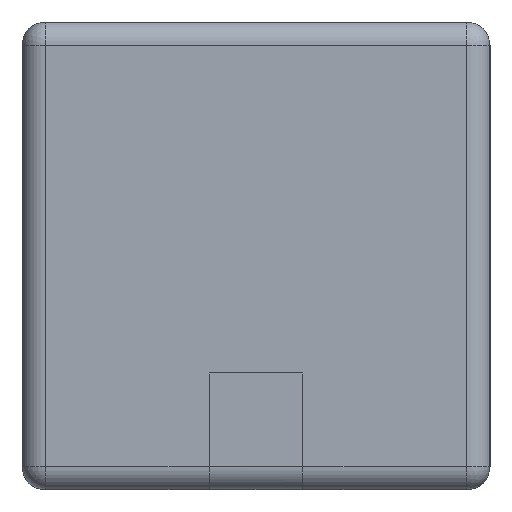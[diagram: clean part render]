
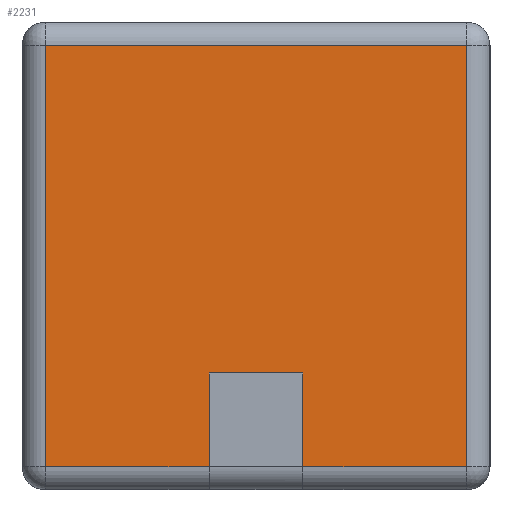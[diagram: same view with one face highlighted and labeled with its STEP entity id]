
A CAD part, left-side view. The second image highlights one B-rep face of the part: STEP entity #2231.
In plain terms, the highlighted planar face has unit normal (-1, 0, 0).
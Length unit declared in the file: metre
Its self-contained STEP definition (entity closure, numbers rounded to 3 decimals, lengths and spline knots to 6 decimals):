
#72 = CYLINDRICAL_SURFACE('',#73,1.);
#73 = AXIS2_PLACEMENT_3D('',#74,#75,#76);
#74 = CARTESIAN_POINT('',(1.,0.,1.));
#75 = DIRECTION('',(0.,1.,0.));
#76 = DIRECTION('',(0.,0.,-1.));
#99 = PLANE('',#100);
#100 = AXIS2_PLACEMENT_3D('',#101,#102,#103);
#101 = CARTESIAN_POINT('',(69.,12.,5.));
#102 = DIRECTION('',(-0.,1.,0.));
#103 = DIRECTION('',(-1.,0.,-0.));
#974 = VERTEX_POINT('',#975);
#975 = CARTESIAN_POINT('',(0.,12.,1.));
#997 = EDGE_CURVE('',#974,#998,#1000,.T.);
#998 = VERTEX_POINT('',#999);
#999 = CARTESIAN_POINT('',(0.,12.,5.));
#1000 = SURFACE_CURVE('',#1001,(#1005,#1011),.PCURVE_S1.);
#1001 = LINE('',#1002,#1003);
#1002 = CARTESIAN_POINT('',(0.,12.,12.5));
#1003 = VECTOR('',#1004,1.);
#1004 = DIRECTION('',(-0.,-0.,1.));
#1005 = PCURVE('',#99,#1006);
#1006 = DEFINITIONAL_REPRESENTATION('',(#1007),#1010);
#1007 = B_SPLINE_CURVE_WITH_KNOTS('',1,(#1008,#1009),.UNSPECIFIED.,.F.,
  .F.,(2,2),(-11.5,-7.5),.PIECEWISE_BEZIER_KNOTS.);
#1008 = CARTESIAN_POINT('',(69.,-4.));
#1009 = CARTESIAN_POINT('',(69.,0.));
#1010 = ( GEOMETRIC_REPRESENTATION_CONTEXT(2) 
PARAMETRIC_REPRESENTATION_CONTEXT() REPRESENTATION_CONTEXT('2D SPACE',''
  ) );
#1011 = PCURVE('',#1012,#1017);
#1012 = PLANE('',#1013);
#1013 = AXIS2_PLACEMENT_3D('',#1014,#1015,#1016);
#1014 = CARTESIAN_POINT('',(0.,0.,20.));
#1015 = DIRECTION('',(-1.,0.,-0.));
#1016 = DIRECTION('',(-0.,-1.,0.));
#1017 = DEFINITIONAL_REPRESENTATION('',(#1018),#1021);
#1018 = B_SPLINE_CURVE_WITH_KNOTS('',1,(#1019,#1020),.UNSPECIFIED.,.F.,
  .F.,(2,2),(-11.5,-7.5),.PIECEWISE_BEZIER_KNOTS.);
#1019 = CARTESIAN_POINT('',(-12.,-19.));
#1020 = CARTESIAN_POINT('',(-12.,-15.));
#1021 = ( GEOMETRIC_REPRESENTATION_CONTEXT(2) 
PARAMETRIC_REPRESENTATION_CONTEXT() REPRESENTATION_CONTEXT('2D SPACE',''
  ) );
#1039 = PLANE('',#1040);
#1040 = AXIS2_PLACEMENT_3D('',#1041,#1042,#1043);
#1041 = CARTESIAN_POINT('',(69.,8.,5.));
#1042 = DIRECTION('',(0.,0.,-1.));
#1043 = DIRECTION('',(0.,1.,0.));
#1082 = EDGE_CURVE('',#974,#1083,#1085,.T.);
#1083 = VERTEX_POINT('',#1084);
#1084 = CARTESIAN_POINT('',(0.,19.,1.));
#1085 = SURFACE_CURVE('',#1086,(#1090,#1097),.PCURVE_S1.);
#1086 = LINE('',#1087,#1088);
#1087 = CARTESIAN_POINT('',(0.,0.,1.));
#1088 = VECTOR('',#1089,1.);
#1089 = DIRECTION('',(0.,1.,0.));
#1090 = PCURVE('',#72,#1091);
#1091 = DEFINITIONAL_REPRESENTATION('',(#1092),#1096);
#1092 = LINE('',#1093,#1094);
#1093 = CARTESIAN_POINT('',(1.571,0.));
#1094 = VECTOR('',#1095,1.);
#1095 = DIRECTION('',(0.,1.));
#1096 = ( GEOMETRIC_REPRESENTATION_CONTEXT(2) 
PARAMETRIC_REPRESENTATION_CONTEXT() REPRESENTATION_CONTEXT('2D SPACE',''
  ) );
#1097 = PCURVE('',#1012,#1098);
#1098 = DEFINITIONAL_REPRESENTATION('',(#1099),#1103);
#1099 = LINE('',#1100,#1101);
#1100 = CARTESIAN_POINT('',(-0.,-19.));
#1101 = VECTOR('',#1102,1.);
#1102 = DIRECTION('',(-1.,0.));
#1103 = ( GEOMETRIC_REPRESENTATION_CONTEXT(2) 
PARAMETRIC_REPRESENTATION_CONTEXT() REPRESENTATION_CONTEXT('2D SPACE',''
  ) );
#1197 = CYLINDRICAL_SURFACE('',#1198,1.);
#1198 = AXIS2_PLACEMENT_3D('',#1199,#1200,#1201);
#1199 = CARTESIAN_POINT('',(1.,19.,20.));
#1200 = DIRECTION('',(0.,0.,-1.));
#1201 = DIRECTION('',(0.,1.,0.));
#2002 = PLANE('',#2003);
#2003 = AXIS2_PLACEMENT_3D('',#2004,#2005,#2006);
#2004 = CARTESIAN_POINT('',(69.,8.,5.));
#2005 = DIRECTION('',(-0.,1.,0.));
#2006 = DIRECTION('',(-1.,0.,-0.));
#2190 = VERTEX_POINT('',#2191);
#2191 = CARTESIAN_POINT('',(0.,8.,5.));
#2212 = EDGE_CURVE('',#2190,#998,#2213,.T.);
#2213 = SURFACE_CURVE('',#2214,(#2218,#2224),.PCURVE_S1.);
#2214 = LINE('',#2215,#2216);
#2215 = CARTESIAN_POINT('',(0.,4.,5.));
#2216 = VECTOR('',#2217,1.);
#2217 = DIRECTION('',(0.,1.,0.));
#2218 = PCURVE('',#1039,#2219);
#2219 = DEFINITIONAL_REPRESENTATION('',(#2220),#2223);
#2220 = B_SPLINE_CURVE_WITH_KNOTS('',1,(#2221,#2222),.UNSPECIFIED.,.F.,
  .F.,(2,2),(4.,8.),.PIECEWISE_BEZIER_KNOTS.);
#2221 = CARTESIAN_POINT('',(0.,-69.));
#2222 = CARTESIAN_POINT('',(4.,-69.));
#2223 = ( GEOMETRIC_REPRESENTATION_CONTEXT(2) 
PARAMETRIC_REPRESENTATION_CONTEXT() REPRESENTATION_CONTEXT('2D SPACE',''
  ) );
#2224 = PCURVE('',#1012,#2225);
#2225 = DEFINITIONAL_REPRESENTATION('',(#2226),#2229);
#2226 = B_SPLINE_CURVE_WITH_KNOTS('',1,(#2227,#2228),.UNSPECIFIED.,.F.,
  .F.,(2,2),(4.,8.),.PIECEWISE_BEZIER_KNOTS.);
#2227 = CARTESIAN_POINT('',(-8.,-15.));
#2228 = CARTESIAN_POINT('',(-12.,-15.));
#2229 = ( GEOMETRIC_REPRESENTATION_CONTEXT(2) 
PARAMETRIC_REPRESENTATION_CONTEXT() REPRESENTATION_CONTEXT('2D SPACE',''
  ) );
#2231 = ADVANCED_FACE('',(#2232),#1012,.T.);
#2232 = FACE_BOUND('',#2233,.F.);
#2233 = EDGE_LOOP('',(#2234,#2264,#2292,#2311,#2312,#2313,#2314,#2337));
#2234 = ORIENTED_EDGE('',*,*,#2235,.F.);
#2235 = EDGE_CURVE('',#2236,#2238,#2240,.T.);
#2236 = VERTEX_POINT('',#2237);
#2237 = CARTESIAN_POINT('',(0.,1.,1.));
#2238 = VERTEX_POINT('',#2239);
#2239 = CARTESIAN_POINT('',(0.,1.,19.));
#2240 = SURFACE_CURVE('',#2241,(#2245,#2252),.PCURVE_S1.);
#2241 = LINE('',#2242,#2243);
#2242 = CARTESIAN_POINT('',(0.,1.,1.));
#2243 = VECTOR('',#2244,1.);
#2244 = DIRECTION('',(0.,0.,1.));
#2245 = PCURVE('',#1012,#2246);
#2246 = DEFINITIONAL_REPRESENTATION('',(#2247),#2251);
#2247 = LINE('',#2248,#2249);
#2248 = CARTESIAN_POINT('',(-1.,-19.));
#2249 = VECTOR('',#2250,1.);
#2250 = DIRECTION('',(0.,1.));
#2251 = ( GEOMETRIC_REPRESENTATION_CONTEXT(2) 
PARAMETRIC_REPRESENTATION_CONTEXT() REPRESENTATION_CONTEXT('2D SPACE',''
  ) );
#2252 = PCURVE('',#2253,#2258);
#2253 = CYLINDRICAL_SURFACE('',#2254,1.);
#2254 = AXIS2_PLACEMENT_3D('',#2255,#2256,#2257);
#2255 = CARTESIAN_POINT('',(1.,1.,20.));
#2256 = DIRECTION('',(0.,0.,-1.));
#2257 = DIRECTION('',(-0.,-1.,0.));
#2258 = DEFINITIONAL_REPRESENTATION('',(#2259),#2263);
#2259 = LINE('',#2260,#2261);
#2260 = CARTESIAN_POINT('',(1.571,19.));
#2261 = VECTOR('',#2262,1.);
#2262 = DIRECTION('',(0.,-1.));
#2263 = ( GEOMETRIC_REPRESENTATION_CONTEXT(2) 
PARAMETRIC_REPRESENTATION_CONTEXT() REPRESENTATION_CONTEXT('2D SPACE',''
  ) );
#2264 = ORIENTED_EDGE('',*,*,#2265,.T.);
#2265 = EDGE_CURVE('',#2236,#2266,#2268,.T.);
#2266 = VERTEX_POINT('',#2267);
#2267 = CARTESIAN_POINT('',(0.,8.,1.));
#2268 = SURFACE_CURVE('',#2269,(#2273,#2280),.PCURVE_S1.);
#2269 = LINE('',#2270,#2271);
#2270 = CARTESIAN_POINT('',(0.,0.,1.));
#2271 = VECTOR('',#2272,1.);
#2272 = DIRECTION('',(0.,1.,0.));
#2273 = PCURVE('',#1012,#2274);
#2274 = DEFINITIONAL_REPRESENTATION('',(#2275),#2279);
#2275 = LINE('',#2276,#2277);
#2276 = CARTESIAN_POINT('',(-0.,-19.));
#2277 = VECTOR('',#2278,1.);
#2278 = DIRECTION('',(-1.,0.));
#2279 = ( GEOMETRIC_REPRESENTATION_CONTEXT(2) 
PARAMETRIC_REPRESENTATION_CONTEXT() REPRESENTATION_CONTEXT('2D SPACE',''
  ) );
#2280 = PCURVE('',#2281,#2286);
#2281 = CYLINDRICAL_SURFACE('',#2282,1.);
#2282 = AXIS2_PLACEMENT_3D('',#2283,#2284,#2285);
#2283 = CARTESIAN_POINT('',(1.,0.,1.));
#2284 = DIRECTION('',(0.,1.,0.));
#2285 = DIRECTION('',(0.,0.,-1.));
#2286 = DEFINITIONAL_REPRESENTATION('',(#2287),#2291);
#2287 = LINE('',#2288,#2289);
#2288 = CARTESIAN_POINT('',(1.571,0.));
#2289 = VECTOR('',#2290,1.);
#2290 = DIRECTION('',(0.,1.));
#2291 = ( GEOMETRIC_REPRESENTATION_CONTEXT(2) 
PARAMETRIC_REPRESENTATION_CONTEXT() REPRESENTATION_CONTEXT('2D SPACE',''
  ) );
#2292 = ORIENTED_EDGE('',*,*,#2293,.T.);
#2293 = EDGE_CURVE('',#2266,#2190,#2294,.T.);
#2294 = SURFACE_CURVE('',#2295,(#2299,#2305),.PCURVE_S1.);
#2295 = LINE('',#2296,#2297);
#2296 = CARTESIAN_POINT('',(0.,8.,12.5));
#2297 = VECTOR('',#2298,1.);
#2298 = DIRECTION('',(-0.,-0.,1.));
#2299 = PCURVE('',#1012,#2300);
#2300 = DEFINITIONAL_REPRESENTATION('',(#2301),#2304);
#2301 = B_SPLINE_CURVE_WITH_KNOTS('',1,(#2302,#2303),.UNSPECIFIED.,.F.,
  .F.,(2,2),(-11.5,-7.5),.PIECEWISE_BEZIER_KNOTS.);
#2302 = CARTESIAN_POINT('',(-8.,-19.));
#2303 = CARTESIAN_POINT('',(-8.,-15.));
#2304 = ( GEOMETRIC_REPRESENTATION_CONTEXT(2) 
PARAMETRIC_REPRESENTATION_CONTEXT() REPRESENTATION_CONTEXT('2D SPACE',''
  ) );
#2305 = PCURVE('',#2002,#2306);
#2306 = DEFINITIONAL_REPRESENTATION('',(#2307),#2310);
#2307 = B_SPLINE_CURVE_WITH_KNOTS('',1,(#2308,#2309),.UNSPECIFIED.,.F.,
  .F.,(2,2),(-11.5,-7.5),.PIECEWISE_BEZIER_KNOTS.);
#2308 = CARTESIAN_POINT('',(69.,-4.));
#2309 = CARTESIAN_POINT('',(69.,0.));
#2310 = ( GEOMETRIC_REPRESENTATION_CONTEXT(2) 
PARAMETRIC_REPRESENTATION_CONTEXT() REPRESENTATION_CONTEXT('2D SPACE',''
  ) );
#2311 = ORIENTED_EDGE('',*,*,#2212,.T.);
#2312 = ORIENTED_EDGE('',*,*,#997,.F.);
#2313 = ORIENTED_EDGE('',*,*,#1082,.T.);
#2314 = ORIENTED_EDGE('',*,*,#2315,.F.);
#2315 = EDGE_CURVE('',#2316,#1083,#2318,.T.);
#2316 = VERTEX_POINT('',#2317);
#2317 = CARTESIAN_POINT('',(0.,19.,19.));
#2318 = SURFACE_CURVE('',#2319,(#2323,#2330),.PCURVE_S1.);
#2319 = LINE('',#2320,#2321);
#2320 = CARTESIAN_POINT('',(0.,19.,19.));
#2321 = VECTOR('',#2322,1.);
#2322 = DIRECTION('',(0.,0.,-1.));
#2323 = PCURVE('',#1012,#2324);
#2324 = DEFINITIONAL_REPRESENTATION('',(#2325),#2329);
#2325 = LINE('',#2326,#2327);
#2326 = CARTESIAN_POINT('',(-19.,-1.));
#2327 = VECTOR('',#2328,1.);
#2328 = DIRECTION('',(0.,-1.));
#2329 = ( GEOMETRIC_REPRESENTATION_CONTEXT(2) 
PARAMETRIC_REPRESENTATION_CONTEXT() REPRESENTATION_CONTEXT('2D SPACE',''
  ) );
#2330 = PCURVE('',#1197,#2331);
#2331 = DEFINITIONAL_REPRESENTATION('',(#2332),#2336);
#2332 = LINE('',#2333,#2334);
#2333 = CARTESIAN_POINT('',(-1.571,1.));
#2334 = VECTOR('',#2335,1.);
#2335 = DIRECTION('',(0.,1.));
#2336 = ( GEOMETRIC_REPRESENTATION_CONTEXT(2) 
PARAMETRIC_REPRESENTATION_CONTEXT() REPRESENTATION_CONTEXT('2D SPACE',''
  ) );
#2337 = ORIENTED_EDGE('',*,*,#2338,.F.);
#2338 = EDGE_CURVE('',#2238,#2316,#2339,.T.);
#2339 = SURFACE_CURVE('',#2340,(#2344,#2351),.PCURVE_S1.);
#2340 = LINE('',#2341,#2342);
#2341 = CARTESIAN_POINT('',(0.,0.,19.));
#2342 = VECTOR('',#2343,1.);
#2343 = DIRECTION('',(0.,1.,0.));
#2344 = PCURVE('',#1012,#2345);
#2345 = DEFINITIONAL_REPRESENTATION('',(#2346),#2350);
#2346 = LINE('',#2347,#2348);
#2347 = CARTESIAN_POINT('',(-0.,-1.));
#2348 = VECTOR('',#2349,1.);
#2349 = DIRECTION('',(-1.,0.));
#2350 = ( GEOMETRIC_REPRESENTATION_CONTEXT(2) 
PARAMETRIC_REPRESENTATION_CONTEXT() REPRESENTATION_CONTEXT('2D SPACE',''
  ) );
#2351 = PCURVE('',#2352,#2357);
#2352 = CYLINDRICAL_SURFACE('',#2353,1.);
#2353 = AXIS2_PLACEMENT_3D('',#2354,#2355,#2356);
#2354 = CARTESIAN_POINT('',(1.,0.,19.));
#2355 = DIRECTION('',(0.,1.,0.));
#2356 = DIRECTION('',(-1.,0.,-0.));
#2357 = DEFINITIONAL_REPRESENTATION('',(#2358),#2362);
#2358 = LINE('',#2359,#2360);
#2359 = CARTESIAN_POINT('',(0.,0.));
#2360 = VECTOR('',#2361,1.);
#2361 = DIRECTION('',(0.,1.));
#2362 = ( GEOMETRIC_REPRESENTATION_CONTEXT(2) 
PARAMETRIC_REPRESENTATION_CONTEXT() REPRESENTATION_CONTEXT('2D SPACE',''
  ) );
